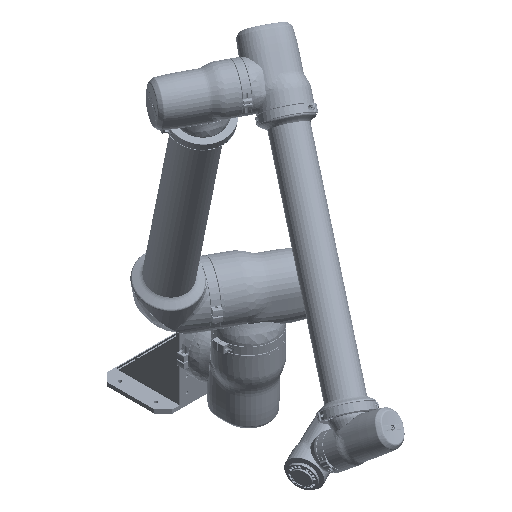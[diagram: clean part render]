
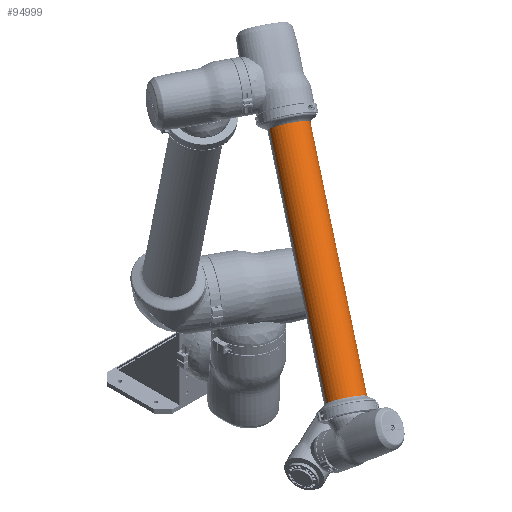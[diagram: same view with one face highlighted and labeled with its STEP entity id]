
A CAD part, isometric view. The second image highlights one B-rep face of the part: STEP entity #94999.
In plain terms, the highlighted cylindrical face has radius 43 mm (diameter 86 mm), a partial arc.
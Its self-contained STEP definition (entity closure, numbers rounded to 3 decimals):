
#1164 = AXIS2_PLACEMENT_3D ( 'NONE', #101462, #79269, #131042 ) ;
#1426 = CARTESIAN_POINT ( 'NONE',  ( 43., 0., 554. ) ) ;
#1926 = CARTESIAN_POINT ( 'NONE',  ( 0., 0., 554. ) ) ;
#8505 = CIRCLE ( 'NONE', #62232, 43. ) ;
#11025 = VERTEX_POINT ( 'NONE', #105522 ) ;
#12216 = DIRECTION ( 'NONE',  ( 1., 0., 0. ) ) ;
#20670 = VECTOR ( 'NONE', #121357, 1000. ) ;
#22361 = DIRECTION ( 'NONE',  ( 0., 0., 1. ) ) ;
#23632 = VERTEX_POINT ( 'NONE', #26546 ) ;
#26546 = CARTESIAN_POINT ( 'NONE',  ( -43., 0., 554. ) ) ;
#42579 = EDGE_CURVE ( 'NONE', #23632, #116804, #91397, .T. ) ;
#45398 = AXIS2_PLACEMENT_3D ( 'NONE', #124656, #22361, #12216 ) ;
#53209 = EDGE_CURVE ( 'NONE', #116804, #11025, #110055, .T. ) ;
#53946 = EDGE_LOOP ( 'NONE', ( #56117, #126167, #128095, #77524 ) ) ;
#56117 = ORIENTED_EDGE ( 'NONE', *, *, #121452, .F. ) ;
#57396 = CARTESIAN_POINT ( 'NONE',  ( -43., 0., 0. ) ) ;
#62232 = AXIS2_PLACEMENT_3D ( 'NONE', #1926, #85428, #114390 ) ;
#77524 = ORIENTED_EDGE ( 'NONE', *, *, #53209, .T. ) ;
#79269 = DIRECTION ( 'NONE',  ( 0., 0., -1. ) ) ;
#81288 = DIRECTION ( 'NONE',  ( 0., 0., -1. ) ) ;
#85428 = DIRECTION ( 'NONE',  ( 0., 0., 1. ) ) ;
#86160 = VERTEX_POINT ( 'NONE', #1426 ) ;
#86521 = EDGE_CURVE ( 'NONE', #23632, #86160, #8505, .T. ) ;
#89739 = LINE ( 'NONE', #130757, #20670 ) ;
#91397 = LINE ( 'NONE', #132410, #107565 ) ;
#94999 = ADVANCED_FACE ( 'NONE', ( #129743 ), #131705, .T. ) ;
#101462 = CARTESIAN_POINT ( 'NONE',  ( 0., 0., 554. ) ) ;
#105522 = CARTESIAN_POINT ( 'NONE',  ( 43., 0., 0. ) ) ;
#107565 = VECTOR ( 'NONE', #81288, 1000. ) ;
#110055 = CIRCLE ( 'NONE', #45398, 43. ) ;
#114390 = DIRECTION ( 'NONE',  ( 1., 0., 0. ) ) ;
#116804 = VERTEX_POINT ( 'NONE', #57396 ) ;
#121357 = DIRECTION ( 'NONE',  ( 0., 0., -1. ) ) ;
#121452 = EDGE_CURVE ( 'NONE', #86160, #11025, #89739, .T. ) ;
#124656 = CARTESIAN_POINT ( 'NONE',  ( 0., 0., 0. ) ) ;
#126167 = ORIENTED_EDGE ( 'NONE', *, *, #86521, .F. ) ;
#128095 = ORIENTED_EDGE ( 'NONE', *, *, #42579, .T. ) ;
#129743 = FACE_OUTER_BOUND ( 'NONE', #53946, .T. ) ;
#130757 = CARTESIAN_POINT ( 'NONE',  ( 43., 0., 554. ) ) ;
#131042 = DIRECTION ( 'NONE',  ( -1., 0., 0. ) ) ;
#131705 = CYLINDRICAL_SURFACE ( 'NONE', #1164, 43. ) ;
#132410 = CARTESIAN_POINT ( 'NONE',  ( -43., 0., 554. ) ) ;
